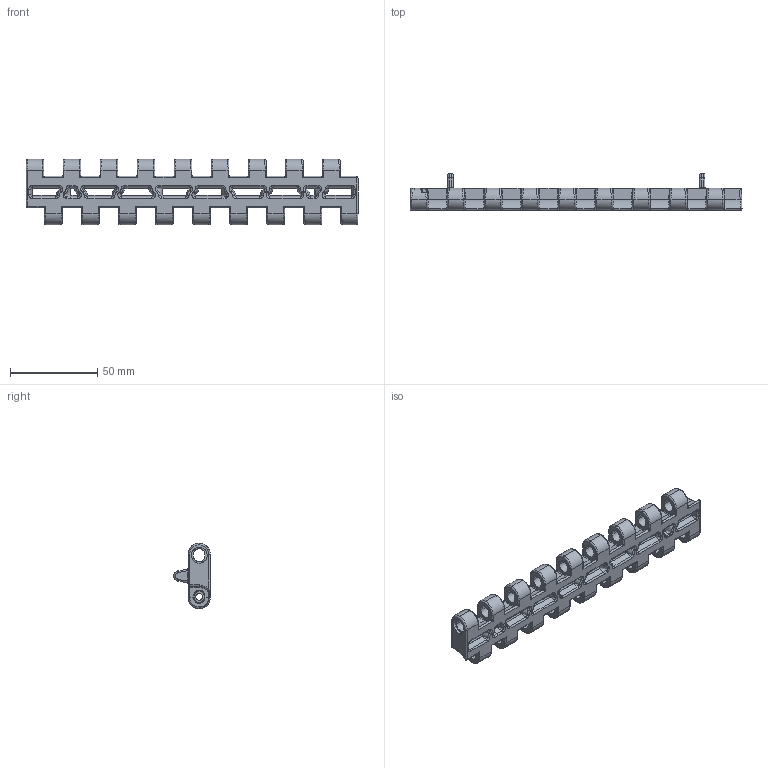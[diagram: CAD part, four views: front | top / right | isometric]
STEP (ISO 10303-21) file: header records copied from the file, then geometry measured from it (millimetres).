
FILE_DESCRIPTION (( 'STEP AP214' ), '1' );
FILE_NAME ('LF9255MV.0224P1.STEP', '2021-03-12T08:47:31', ( '' ), ( '' ), 'SwSTEP 2.0', 'SolidWorks 2019', '' );
FILE_SCHEMA (( 'AUTOMOTIVE_DESIGN' ));
Length unit declared in the file: millimetre
Products named in the file (1): LF9255MV.0224P1
Bounding box: 190.37 x 21 x 37.5 mm (x, y, z)
Volume: 37638.5 mm3; surface area: 24302.7 mm2
Topology: 1 solids, 1 shells, 1656 faces, 4192 edges, 2382 vertices
Faces by surface type: bspline 653, cylinder 553, plane 299, torus 108, cone 36, sphere 7
Entity records: 74919 total; most frequent: CARTESIAN_POINT 42327, ORIENTED_EDGE 8138, DIRECTION 5264, EDGE_CURVE 4069, VERTEX_POINT 2382, AXIS2_PLACEMENT_3D 2042, EDGE_LOOP 1679, ADVANCED_FACE 1656
